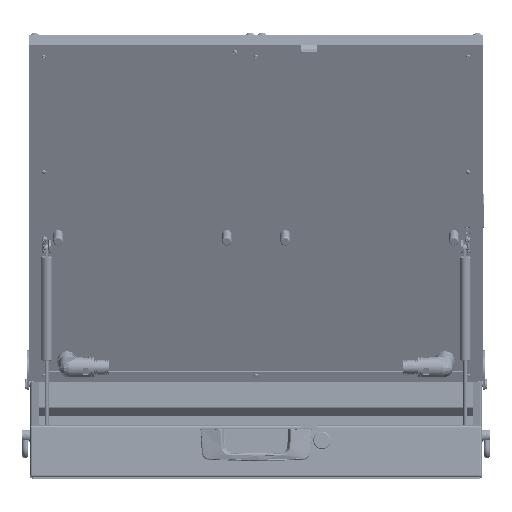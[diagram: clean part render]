
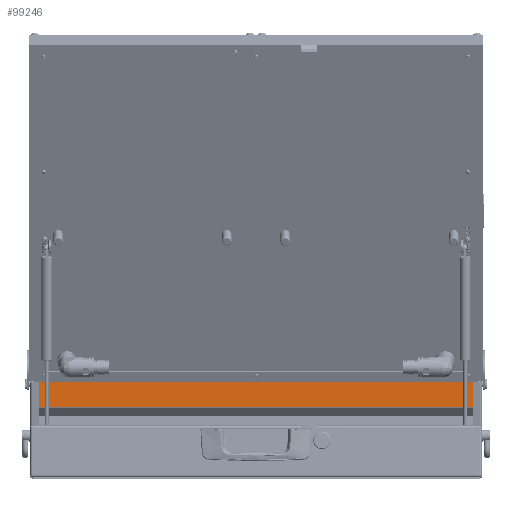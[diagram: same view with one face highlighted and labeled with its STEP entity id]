
A CAD part, top view. The second image highlights one B-rep face of the part: STEP entity #99246.
In plain terms, the highlighted planar face has unit normal (0, 0, 1).
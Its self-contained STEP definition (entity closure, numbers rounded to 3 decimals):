
#5952 = ORIENTED_EDGE ( 'NONE', *, *, #92057, .T. ) ;
#6383 = DIRECTION ( 'NONE',  ( 0., -1., 0. ) ) ;
#8085 = DIRECTION ( 'NONE',  ( 0., 0., -1. ) ) ;
#16526 = VERTEX_POINT ( 'NONE', #229810 ) ;
#18524 = CARTESIAN_POINT ( 'NONE',  ( 323., 140., -255. ) ) ;
#20175 = DIRECTION ( 'NONE',  ( 0., -1., 0. ) ) ;
#37128 = VERTEX_POINT ( 'NONE', #183981 ) ;
#39179 = EDGE_LOOP ( 'NONE', ( #100322, #5952, #229230, #140918, #159627, #95129 ) ) ;
#49680 = CARTESIAN_POINT ( 'NONE',  ( 323., 102.414, -255. ) ) ;
#52611 = VECTOR ( 'NONE', #167369, 1000. ) ;
#58852 = CARTESIAN_POINT ( 'NONE',  ( 323., 138.158, -255. ) ) ;
#68934 = LINE ( 'NONE', #196854, #239982 ) ;
#69875 = DIRECTION ( 'NONE',  ( 0., -1., 0. ) ) ;
#71992 = VERTEX_POINT ( 'NONE', #200318 ) ;
#74081 = VECTOR ( 'NONE', #69875, 1000. ) ;
#84494 = DIRECTION ( 'NONE',  ( -1., 0., 0. ) ) ;
#85811 = VECTOR ( 'NONE', #20175, 1000. ) ;
#87979 = VERTEX_POINT ( 'NONE', #58852 ) ;
#88660 = LINE ( 'NONE', #237973, #74081 ) ;
#92057 = EDGE_CURVE ( 'NONE', #156883, #37128, #109721, .T. ) ;
#94958 = LINE ( 'NONE', #117449, #122840 ) ;
#95129 = ORIENTED_EDGE ( 'NONE', *, *, #138729, .T. ) ;
#99246 = ADVANCED_FACE ( 'NONE', ( #160914 ), #140852, .F. ) ;
#99713 = EDGE_CURVE ( 'NONE', #133920, #156883, #170557, .T. ) ;
#100322 = ORIENTED_EDGE ( 'NONE', *, *, #99713, .T. ) ;
#104344 = EDGE_CURVE ( 'NONE', #16526, #71992, #94958, .T. ) ;
#109721 = LINE ( 'NONE', #49680, #52611 ) ;
#117449 = CARTESIAN_POINT ( 'NONE',  ( 323., 138.404, -255. ) ) ;
#122840 = VECTOR ( 'NONE', #247975, 1000. ) ;
#124565 = CARTESIAN_POINT ( 'NONE',  ( 323., 138.404, -255. ) ) ;
#127899 = EDGE_CURVE ( 'NONE', #16526, #87979, #88660, .T. ) ;
#130236 = CARTESIAN_POINT ( 'NONE',  ( -323., 138.158, -255. ) ) ;
#131240 = DIRECTION ( 'NONE',  ( 0., -1., 0. ) ) ;
#133920 = VERTEX_POINT ( 'NONE', #130236 ) ;
#138729 = EDGE_CURVE ( 'NONE', #71992, #133920, #68934, .T. ) ;
#140852 = PLANE ( 'NONE',  #209880 ) ;
#140918 = ORIENTED_EDGE ( 'NONE', *, *, #127899, .F. ) ;
#156883 = VERTEX_POINT ( 'NONE', #177687 ) ;
#159627 = ORIENTED_EDGE ( 'NONE', *, *, #104344, .T. ) ;
#160914 = FACE_OUTER_BOUND ( 'NONE', #39179, .T. ) ;
#167369 = DIRECTION ( 'NONE',  ( 1., 0., 0. ) ) ;
#170557 = LINE ( 'NONE', #228284, #85811 ) ;
#177687 = CARTESIAN_POINT ( 'NONE',  ( -323., 102.414, -255. ) ) ;
#183981 = CARTESIAN_POINT ( 'NONE',  ( 323., 102.414, -255. ) ) ;
#196854 = CARTESIAN_POINT ( 'NONE',  ( -323., 138.404, -255. ) ) ;
#200318 = CARTESIAN_POINT ( 'NONE',  ( -323., 138.404, -255. ) ) ;
#209880 = AXIS2_PLACEMENT_3D ( 'NONE', #124565, #8085, #84494 ) ;
#214325 = VECTOR ( 'NONE', #131240, 1000. ) ;
#228284 = CARTESIAN_POINT ( 'NONE',  ( -323., 138.404, -255. ) ) ;
#229230 = ORIENTED_EDGE ( 'NONE', *, *, #235496, .F. ) ;
#229810 = CARTESIAN_POINT ( 'NONE',  ( 323., 138.404, -255. ) ) ;
#235496 = EDGE_CURVE ( 'NONE', #87979, #37128, #245418, .T. ) ;
#237973 = CARTESIAN_POINT ( 'NONE',  ( 323., 138.404, -255. ) ) ;
#239982 = VECTOR ( 'NONE', #6383, 1000. ) ;
#245418 = LINE ( 'NONE', #18524, #214325 ) ;
#247975 = DIRECTION ( 'NONE',  ( -1., 0., 0. ) ) ;
